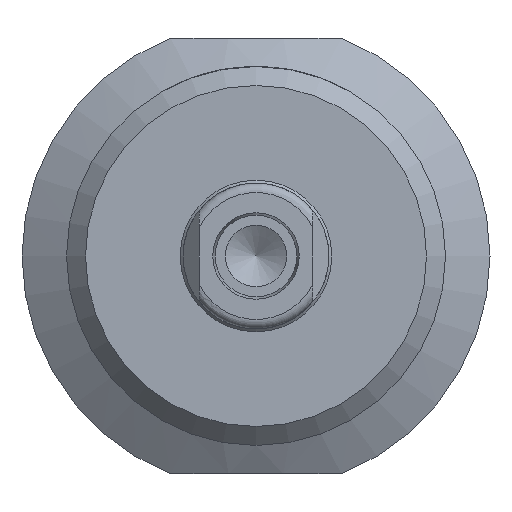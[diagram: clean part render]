
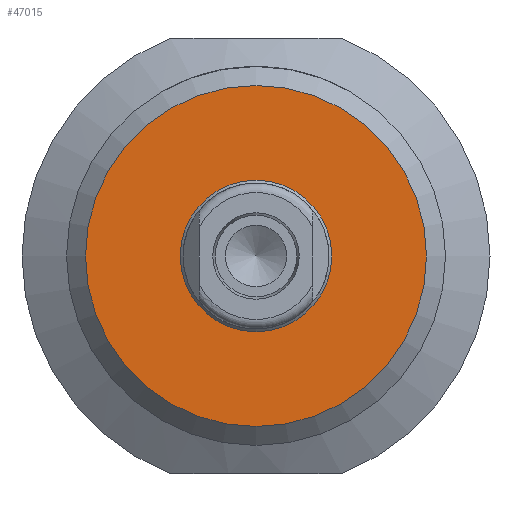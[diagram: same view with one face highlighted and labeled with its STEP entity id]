
A CAD part, left-side view. The second image highlights one B-rep face of the part: STEP entity #47015.
In plain terms, the highlighted planar face has unit normal (-1, 0, 0).
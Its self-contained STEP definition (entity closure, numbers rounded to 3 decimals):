
#44614=CARTESIAN_POINT('',(-82.,4.,0.0));
#44615=VERTEX_POINT('',#44614);
#44616=CARTESIAN_POINT('',(-82.,0.,0.0));
#44617=DIRECTION('',(1.0,0.0,0.0));
#44618=DIRECTION('',(0.0,1.0,0.0));
#44619=AXIS2_PLACEMENT_3D('',#44616,#44617,#44618);
#44620=CIRCLE('',#44619,4.);
#44621=EDGE_CURVE('',#44615,#44615,#44620,.T.);
#46996=CARTESIAN_POINT('',(-82.,7.,0.0));
#46997=DIRECTION('',(-1.0,0.0,0.0));
#46998=DIRECTION('',(0.0,0.0,1.0));
#46999=AXIS2_PLACEMENT_3D('',#46996,#46997,#46998);
#47000=PLANE('',#46999);
#47001=CARTESIAN_POINT('',(-82.,9.,0.));
#47002=VERTEX_POINT('',#47001);
#47003=CARTESIAN_POINT('',(-82.,0.,0.0));
#47004=DIRECTION('',(1.0,0.0,0.0));
#47005=DIRECTION('',(0.0,-1.0,0.0));
#47006=AXIS2_PLACEMENT_3D('',#47003,#47004,#47005);
#47007=CIRCLE('',#47006,9.);
#47008=EDGE_CURVE('',#47002,#47002,#47007,.T.);
#47009=ORIENTED_EDGE('',*,*,#47008,.F.);
#47010=EDGE_LOOP('',(#47009));
#47011=FACE_OUTER_BOUND('',#47010,.T.);
#47012=ORIENTED_EDGE('',*,*,#44621,.T.);
#47013=EDGE_LOOP('',(#47012));
#47014=FACE_BOUND('',#47013,.T.);
#47015=ADVANCED_FACE('',(#47011,#47014),#47000,.T.);
